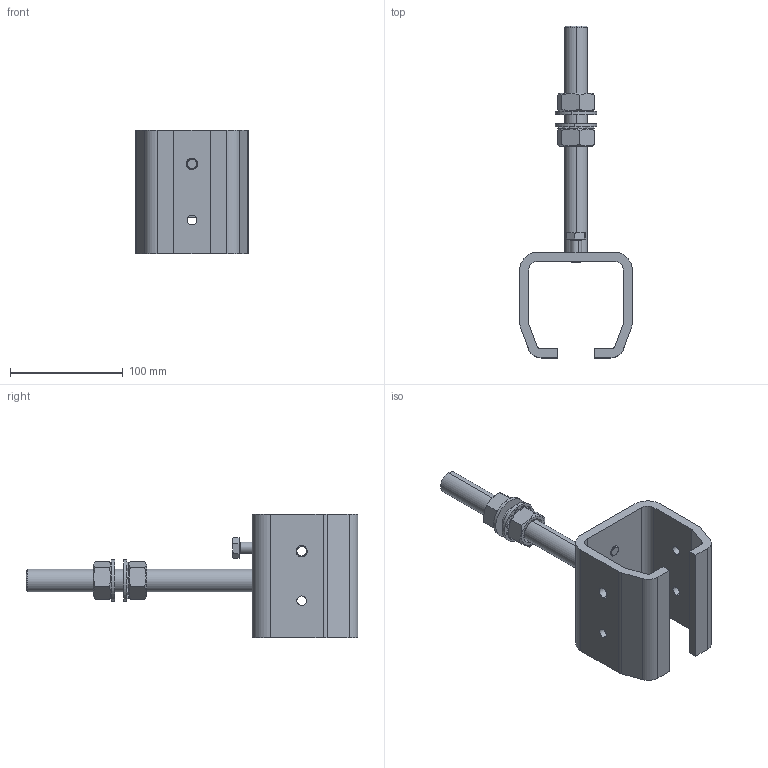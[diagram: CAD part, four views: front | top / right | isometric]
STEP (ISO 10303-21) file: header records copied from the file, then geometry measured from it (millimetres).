
FILE_DESCRIPTION (( 'STEP AP214' ), '1' );
FILE_NAME ('1.26.B04.STEP', '2016-07-15T08:04:40', ( '' ), ( '' ), 'SwSTEP 2.0', 'SolidWorks 2015', '' );
FILE_SCHEMA (( 'AUTOMOTIVE_DESIGN' ));
Length unit declared in the file: millimetre
Products named in the file (1): 1.26.B04
Bounding box: 100 x 295 x 110 mm (x, y, z)
Volume: 342748 mm3; surface area: 99359.2 mm2
Topology: 8 solids, 8 shells, 206 faces, 539 edges, 350 vertices
Faces by surface type: cylinder 91, plane 81, cone 26, bspline 6, torus 2
Entity records: 14522 total; most frequent: CARTESIAN_POINT 7140, ORIENTED_EDGE 1078, DIRECTION 1013, EDGE_CURVE 539, AXIS2_PLACEMENT_3D 377, VERTEX_POINT 350, VECTOR 259, LINE 259
